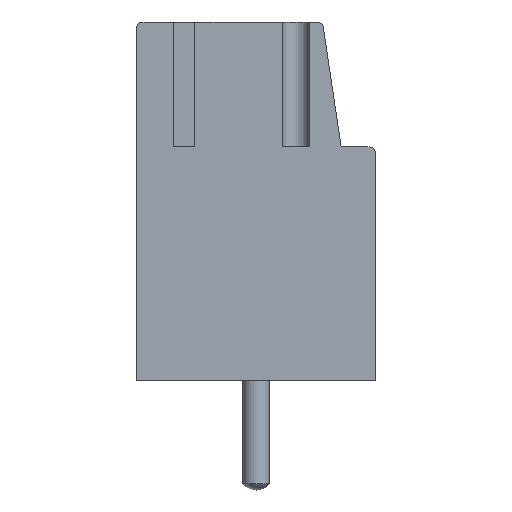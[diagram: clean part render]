
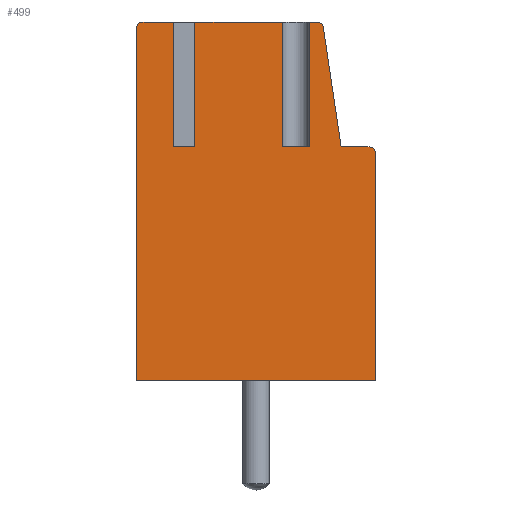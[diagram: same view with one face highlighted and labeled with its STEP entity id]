
A CAD part, left-side view. The second image highlights one B-rep face of the part: STEP entity #499.
In plain terms, the highlighted planar face has unit normal (-1, 0, 0).
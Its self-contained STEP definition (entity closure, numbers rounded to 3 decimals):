
#499=ADVANCED_FACE('',(#1921),#1923,.T.);
#1921=FACE_BOUND('',#1922,.T.);
#1922=EDGE_LOOP('',(#3096,#3097,#3098,#3099,#3100,#3101,#3102,#3103,#3104,#3105,
#3106,#3107,#3108,#3109,#3110,#3111,#3112));
#1923=PLANE('',#1924);
#1924=AXIS2_PLACEMENT_3D('',#1925,#1926,#1927);
#1925=CARTESIAN_POINT('',(-2.5,0.,0.));
#1926=DIRECTION('',(-1.,0.,0.));
#1927=DIRECTION('',(0.,0.,-1.));
#3096=ORIENTED_EDGE('',*,*,#3856,.T.);
#3097=ORIENTED_EDGE('',*,*,#3775,.T.);
#3098=ORIENTED_EDGE('',*,*,#3855,.T.);
#3099=ORIENTED_EDGE('',*,*,#3857,.T.);
#3100=ORIENTED_EDGE('',*,*,#3858,.T.);
#3101=ORIENTED_EDGE('',*,*,#3859,.T.);
#3102=ORIENTED_EDGE('',*,*,#3860,.T.);
#3103=ORIENTED_EDGE('',*,*,#3861,.T.);
#3104=ORIENTED_EDGE('',*,*,#3862,.T.);
#3105=ORIENTED_EDGE('',*,*,#3863,.T.);
#3106=ORIENTED_EDGE('',*,*,#3781,.T.);
#3107=ORIENTED_EDGE('',*,*,#3864,.T.);
#3108=ORIENTED_EDGE('',*,*,#3865,.T.);
#3109=ORIENTED_EDGE('',*,*,#3866,.T.);
#3110=ORIENTED_EDGE('',*,*,#3779,.T.);
#3111=ORIENTED_EDGE('',*,*,#3867,.T.);
#3112=ORIENTED_EDGE('',*,*,#3868,.T.);
#3775=EDGE_CURVE('',#4199,#4197,#4200,.T.);
#3779=EDGE_CURVE('',#4207,#4205,#4208,.T.);
#3781=EDGE_CURVE('',#4211,#4209,#4212,.T.);
#3855=EDGE_CURVE('',#4197,#4339,#4341,.T.);
#3856=EDGE_CURVE('',#4342,#4199,#4343,.F.);
#3857=EDGE_CURVE('',#4339,#4344,#4345,.T.);
#3858=EDGE_CURVE('',#4344,#4346,#4347,.T.);
#3859=EDGE_CURVE('',#4346,#4348,#4349,.T.);
#3860=EDGE_CURVE('',#4348,#4350,#4351,.T.);
#3861=EDGE_CURVE('',#4350,#4352,#4353,.T.);
#3862=EDGE_CURVE('',#4352,#4354,#4355,.T.);
#3863=EDGE_CURVE('',#4354,#4211,#4356,.T.);
#3864=EDGE_CURVE('',#4209,#4357,#4358,.F.);
#3865=EDGE_CURVE('',#4357,#4359,#4360,.T.);
#3866=EDGE_CURVE('',#4359,#4207,#4361,.T.);
#3867=EDGE_CURVE('',#4205,#4362,#4363,.F.);
#3868=EDGE_CURVE('',#4362,#4342,#4364,.T.);
#4197=VERTEX_POINT('',#4895);
#4199=VERTEX_POINT('',#4899);
#4200=LINE('',#4900,#4901);
#4205=VERTEX_POINT('',#4911);
#4207=VERTEX_POINT('',#4915);
#4208=LINE('',#4916,#4917);
#4209=VERTEX_POINT('',#4919);
#4211=VERTEX_POINT('',#4924);
#4212=LINE('',#4925,#4926);
#4339=VERTEX_POINT('',#5212);
#4341=CIRCLE('',#5216,0.25);
#4342=VERTEX_POINT('',#5220);
#4343=LINE('',#5221,#5222);
#4344=VERTEX_POINT('',#5224);
#4345=LINE('',#5225,#5226);
#4346=VERTEX_POINT('',#5228);
#4347=LINE('',#5229,#5230);
#4348=VERTEX_POINT('',#5232);
#4349=LINE('',#5233,#5234);
#4350=VERTEX_POINT('',#5236);
#4351=CIRCLE('',#5237,0.25);
#4352=VERTEX_POINT('',#5241);
#4353=LINE('',#5242,#5243);
#4354=VERTEX_POINT('',#5245);
#4355=LINE('',#5246,#5247);
#4356=CIRCLE('',#5249,0.25);
#4357=VERTEX_POINT('',#5253);
#4358=LINE('',#5254,#5255);
#4359=VERTEX_POINT('',#5257);
#4360=LINE('',#5258,#5259);
#4361=LINE('',#5261,#5262);
#4362=VERTEX_POINT('',#5264);
#4363=LINE('',#5265,#5266);
#4364=LINE('',#5268,#5269);
#4895=CARTESIAN_POINT('',(-2.5,4.25,13.5));
#4899=CARTESIAN_POINT('',(-2.5,3.1,13.5));
#4900=CARTESIAN_POINT('',(-2.5,3.1,13.5));
#4901=VECTOR('',#4902,1.);
#4902=DIRECTION('',(0.,1.,0.));
#4911=CARTESIAN_POINT('',(-2.5,2.3,13.5));
#4915=CARTESIAN_POINT('',(-2.5,-1.,13.5));
#4916=CARTESIAN_POINT('',(-2.5,-1.,13.5));
#4917=VECTOR('',#4918,1.);
#4918=DIRECTION('',(0.,1.,0.));
#4919=CARTESIAN_POINT('',(-2.5,-2.,13.5));
#4924=CARTESIAN_POINT('',(-2.5,-2.284,13.5));
#4925=CARTESIAN_POINT('',(-2.5,-2.284,13.5));
#4926=VECTOR('',#4927,1.);
#4927=DIRECTION('',(0.,1.,0.));
#5212=CARTESIAN_POINT('',(-2.5,4.5,13.25));
#5216=AXIS2_PLACEMENT_3D('',#5217,#5218,#5219);
#5217=CARTESIAN_POINT('',(-2.5,4.25,13.25));
#5218=DIRECTION('',(-1.,-0.,-0.));
#5219=DIRECTION('',(0.,0.,1.));
#5220=CARTESIAN_POINT('',(-2.5,3.1,8.8));
#5221=CARTESIAN_POINT('',(-2.5,3.1,13.5));
#5222=VECTOR('',#5223,1.);
#5223=DIRECTION('',(0.,0.,-1.));
#5224=CARTESIAN_POINT('',(-2.5,4.5,0.));
#5225=CARTESIAN_POINT('',(-2.5,4.5,13.25));
#5226=VECTOR('',#5227,1.);
#5227=DIRECTION('',(0.,0.,-1.));
#5228=CARTESIAN_POINT('',(-2.5,-4.5,0.));
#5229=CARTESIAN_POINT('',(-2.5,4.5,0.));
#5230=VECTOR('',#5231,1.);
#5231=DIRECTION('',(0.,-1.,0.));
#5232=CARTESIAN_POINT('',(-2.5,-4.5,8.55));
#5233=CARTESIAN_POINT('',(-2.5,-4.5,0.));
#5234=VECTOR('',#5235,1.);
#5235=DIRECTION('',(0.,0.,1.));
#5236=CARTESIAN_POINT('',(-2.5,-4.25,8.8));
#5237=AXIS2_PLACEMENT_3D('',#5238,#5239,#5240);
#5238=CARTESIAN_POINT('',(-2.5,-4.25,8.55));
#5239=DIRECTION('',(-1.,-0.,-0.));
#5240=DIRECTION('',(0.,-1.,0.));
#5241=CARTESIAN_POINT('',(-2.5,-3.2,8.8));
#5242=CARTESIAN_POINT('',(-2.5,-4.25,8.8));
#5243=VECTOR('',#5244,1.);
#5244=DIRECTION('',(0.,1.,0.));
#5245=CARTESIAN_POINT('',(-2.5,-2.532,13.287));
#5246=CARTESIAN_POINT('',(-2.5,-3.2,8.8));
#5247=VECTOR('',#5248,1.);
#5248=DIRECTION('',(0.,0.147,0.989));
#5249=AXIS2_PLACEMENT_3D('',#5250,#5251,#5252);
#5250=CARTESIAN_POINT('',(-2.5,-2.284,13.25));
#5251=DIRECTION('',(-1.,-0.,-0.));
#5252=DIRECTION('',(0.,-0.989,0.147));
#5253=CARTESIAN_POINT('',(-2.5,-2.,8.8));
#5254=CARTESIAN_POINT('',(-2.5,-2.,8.8));
#5255=VECTOR('',#5256,1.);
#5256=DIRECTION('',(0.,0.,1.));
#5257=CARTESIAN_POINT('',(-2.5,-1.,8.8));
#5258=CARTESIAN_POINT('',(-2.5,-2.,8.8));
#5259=VECTOR('',#5260,1.);
#5260=DIRECTION('',(0.,1.,0.));
#5261=CARTESIAN_POINT('',(-2.5,-1.,8.8));
#5262=VECTOR('',#5263,1.);
#5263=DIRECTION('',(0.,0.,1.));
#5264=CARTESIAN_POINT('',(-2.5,2.3,8.8));
#5265=CARTESIAN_POINT('',(-2.5,2.3,8.8));
#5266=VECTOR('',#5267,1.);
#5267=DIRECTION('',(0.,0.,1.));
#5268=CARTESIAN_POINT('',(-2.5,2.3,8.8));
#5269=VECTOR('',#5270,1.);
#5270=DIRECTION('',(0.,1.,0.));
